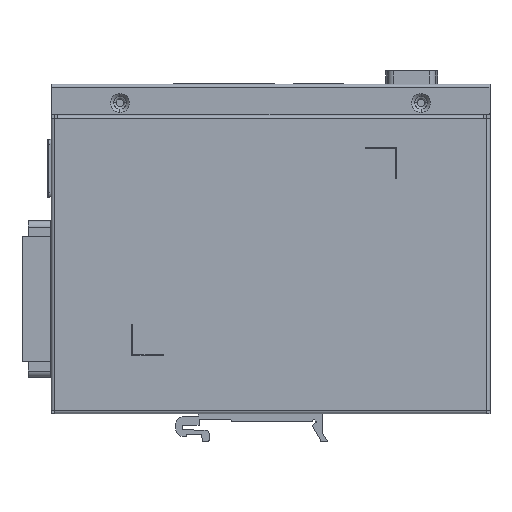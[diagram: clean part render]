
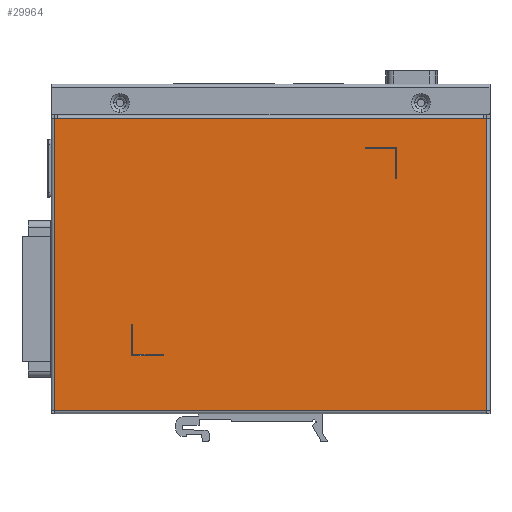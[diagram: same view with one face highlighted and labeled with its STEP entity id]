
A CAD part, front view. The second image highlights one B-rep face of the part: STEP entity #29964.
In plain terms, the highlighted planar face has unit normal (0, -1, 0).
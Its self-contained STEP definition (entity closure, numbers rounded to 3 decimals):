
#24051=DIRECTION('',(-1.,0.,0.));
#24052=VECTOR('',#24051,138.);
#24053=CARTESIAN_POINT('',(69.,-1.,45.3));
#24054=LINE('',#24053,#24052);
#24933=DIRECTION('',(0.,0.,-1.));
#24934=VECTOR('',#24933,93.14);
#24935=CARTESIAN_POINT('',(-69.,-1.,45.3));
#24936=LINE('',#24935,#24934);
#24947=DIRECTION('',(-1.,0.,0.));
#24948=VECTOR('',#24947,1.);
#24949=CARTESIAN_POINT('',(-68.,-1.,-47.84));
#24950=LINE('',#24949,#24948);
#24954=DIRECTION('',(-1.,0.,0.));
#24955=VECTOR('',#24954,1.);
#24956=CARTESIAN_POINT('',(69.,-1.,-47.84));
#24957=LINE('',#24956,#24955);
#24961=DIRECTION('',(1.,0.,0.));
#24962=VECTOR('',#24961,10.);
#24963=CARTESIAN_POINT('',(-40.2,-1.,-38.588));
#24964=LINE('',#24963,#24962);
#24968=DIRECTION('',(0.,0.,1.));
#24969=VECTOR('',#24968,0.312);
#24970=CARTESIAN_POINT('',(-30.2,-1.,-38.588));
#24971=LINE('',#24970,#24969);
#24975=DIRECTION('',(-1.,0.,0.));
#24976=VECTOR('',#24975,9.7);
#24977=CARTESIAN_POINT('',(-30.2,-1.,-38.276));
#24978=LINE('',#24977,#24976);
#24982=DIRECTION('',(0.,0.,1.));
#24983=VECTOR('',#24982,9.688);
#24984=CARTESIAN_POINT('',(-39.9,-1.,-38.276));
#24985=LINE('',#24984,#24983);
#24989=DIRECTION('',(-1.,0.,0.));
#24990=VECTOR('',#24989,0.3);
#24991=CARTESIAN_POINT('',(-39.9,-1.,-28.588));
#24992=LINE('',#24991,#24990);
#24996=DIRECTION('',(0.,0.,-1.));
#24997=VECTOR('',#24996,10.);
#24998=CARTESIAN_POINT('',(-40.2,-1.,-28.588));
#24999=LINE('',#24998,#24997);
#25003=DIRECTION('',(0.,0.,-1.));
#25004=VECTOR('',#25003,0.3);
#25005=CARTESIAN_POINT('',(34.2,-1.,27.8));
#25006=LINE('',#25005,#25004);
#25010=DIRECTION('',(1.,0.,0.));
#25011=VECTOR('',#25010,9.7);
#25012=CARTESIAN_POINT('',(34.2,-1.,27.5));
#25013=LINE('',#25012,#25011);
#25017=DIRECTION('',(0.,0.,-1.));
#25018=VECTOR('',#25017,9.7);
#25019=CARTESIAN_POINT('',(43.9,-1.,27.5));
#25020=LINE('',#25019,#25018);
#25024=DIRECTION('',(1.,0.,0.));
#25025=VECTOR('',#25024,0.3);
#25026=CARTESIAN_POINT('',(43.9,-1.,17.8));
#25027=LINE('',#25026,#25025);
#25031=DIRECTION('',(0.,0.,1.));
#25032=VECTOR('',#25031,10.);
#25033=CARTESIAN_POINT('',(44.2,-1.,17.8));
#25034=LINE('',#25033,#25032);
#25038=DIRECTION('',(-1.,0.,0.));
#25039=VECTOR('',#25038,10.);
#25040=CARTESIAN_POINT('',(44.2,-1.,27.8));
#25041=LINE('',#25040,#25039);
#25052=DIRECTION('',(1.,0.,0.));
#25053=VECTOR('',#25052,136.);
#25054=CARTESIAN_POINT('',(-68.,-1.,-47.84));
#25055=LINE('',#25054,#25053);
#25573=DIRECTION('',(0.,0.,1.));
#25574=VECTOR('',#25573,93.14);
#25575=CARTESIAN_POINT('',(69.,-1.,-47.84));
#25576=LINE('',#25575,#25574);
#28525=CARTESIAN_POINT('',(-69.,-1.,45.3));
#28526=VERTEX_POINT('',#28525);
#28527=CARTESIAN_POINT('',(69.,-1.,45.3));
#28528=VERTEX_POINT('',#28527);
#28687=CARTESIAN_POINT('',(69.,-1.,-47.84));
#28688=VERTEX_POINT('',#28687);
#28689=CARTESIAN_POINT('',(68.,-1.,-47.84));
#28690=VERTEX_POINT('',#28689);
#28703=CARTESIAN_POINT('',(-68.,-1.,-47.84));
#28704=VERTEX_POINT('',#28703);
#28705=CARTESIAN_POINT('',(-69.,-1.,-47.84));
#28706=VERTEX_POINT('',#28705);
#28743=CARTESIAN_POINT('',(-40.2,-1.,-38.588));
#28744=CARTESIAN_POINT('',(-30.2,-1.,-38.588));
#28745=VERTEX_POINT('',#28743);
#28746=VERTEX_POINT('',#28744);
#28747=CARTESIAN_POINT('',(-30.2,-1.,-38.276));
#28748=VERTEX_POINT('',#28747);
#28749=CARTESIAN_POINT('',(-39.9,-1.,-38.276));
#28750=VERTEX_POINT('',#28749);
#28751=CARTESIAN_POINT('',(-39.9,-1.,-28.588));
#28752=VERTEX_POINT('',#28751);
#28753=CARTESIAN_POINT('',(-40.2,-1.,-28.588));
#28754=VERTEX_POINT('',#28753);
#28755=CARTESIAN_POINT('',(34.2,-1.,27.8));
#28756=CARTESIAN_POINT('',(34.2,-1.,27.5));
#28757=VERTEX_POINT('',#28755);
#28758=VERTEX_POINT('',#28756);
#28759=CARTESIAN_POINT('',(43.9,-1.,27.5));
#28760=VERTEX_POINT('',#28759);
#28761=CARTESIAN_POINT('',(43.9,-1.,17.8));
#28762=VERTEX_POINT('',#28761);
#28763=CARTESIAN_POINT('',(44.2,-1.,17.8));
#28764=VERTEX_POINT('',#28763);
#28765=CARTESIAN_POINT('',(44.2,-1.,27.8));
#28766=VERTEX_POINT('',#28765);
#29921=CARTESIAN_POINT('',(0.,-1.,0.));
#29922=DIRECTION('',(0.,1.,0.));
#29923=DIRECTION('',(1.,0.,0.));
#29924=AXIS2_PLACEMENT_3D('',#29921,#29922,#29923);
#29925=PLANE('',#29924);
#29927=ORIENTED_EDGE('',*,*,#29926,.F.);
#29928=ORIENTED_EDGE('',*,*,#29772,.T.);
#29929=ORIENTED_EDGE('',*,*,#29913,.F.);
#29930=ORIENTED_EDGE('',*,*,#29315,.F.);
#29932=ORIENTED_EDGE('',*,*,#29931,.F.);
#29933=ORIENTED_EDGE('',*,*,#29688,.T.);
#29934=EDGE_LOOP('',(#29927,#29928,#29929,#29930,#29932,#29933));
#29935=FACE_OUTER_BOUND('',#29934,.F.);
#29937=ORIENTED_EDGE('',*,*,#29936,.T.);
#29939=ORIENTED_EDGE('',*,*,#29938,.T.);
#29941=ORIENTED_EDGE('',*,*,#29940,.T.);
#29943=ORIENTED_EDGE('',*,*,#29942,.T.);
#29945=ORIENTED_EDGE('',*,*,#29944,.T.);
#29947=ORIENTED_EDGE('',*,*,#29946,.T.);
#29948=EDGE_LOOP('',(#29937,#29939,#29941,#29943,#29945,#29947));
#29949=FACE_BOUND('',#29948,.F.);
#29951=ORIENTED_EDGE('',*,*,#29950,.T.);
#29953=ORIENTED_EDGE('',*,*,#29952,.T.);
#29955=ORIENTED_EDGE('',*,*,#29954,.T.);
#29957=ORIENTED_EDGE('',*,*,#29956,.T.);
#29959=ORIENTED_EDGE('',*,*,#29958,.T.);
#29961=ORIENTED_EDGE('',*,*,#29960,.T.);
#29962=EDGE_LOOP('',(#29951,#29953,#29955,#29957,#29959,#29961));
#29963=FACE_BOUND('',#29962,.F.);
#29315=EDGE_CURVE('',#28528,#28526,#24054,.T.);
#29688=EDGE_CURVE('',#28688,#28690,#24957,.T.);
#29772=EDGE_CURVE('',#28704,#28706,#24950,.T.);
#29913=EDGE_CURVE('',#28526,#28706,#24936,.T.);
#29926=EDGE_CURVE('',#28704,#28690,#25055,.T.);
#29931=EDGE_CURVE('',#28688,#28528,#25576,.T.);
#29936=EDGE_CURVE('',#28745,#28746,#24964,.T.);
#29938=EDGE_CURVE('',#28746,#28748,#24971,.T.);
#29940=EDGE_CURVE('',#28748,#28750,#24978,.T.);
#29942=EDGE_CURVE('',#28750,#28752,#24985,.T.);
#29944=EDGE_CURVE('',#28752,#28754,#24992,.T.);
#29946=EDGE_CURVE('',#28754,#28745,#24999,.T.);
#29950=EDGE_CURVE('',#28757,#28758,#25006,.T.);
#29952=EDGE_CURVE('',#28758,#28760,#25013,.T.);
#29954=EDGE_CURVE('',#28760,#28762,#25020,.T.);
#29956=EDGE_CURVE('',#28762,#28764,#25027,.T.);
#29958=EDGE_CURVE('',#28764,#28766,#25034,.T.);
#29960=EDGE_CURVE('',#28766,#28757,#25041,.T.);
#29964=ADVANCED_FACE('',(#29935,#29949,#29963),#29925,.F.);
